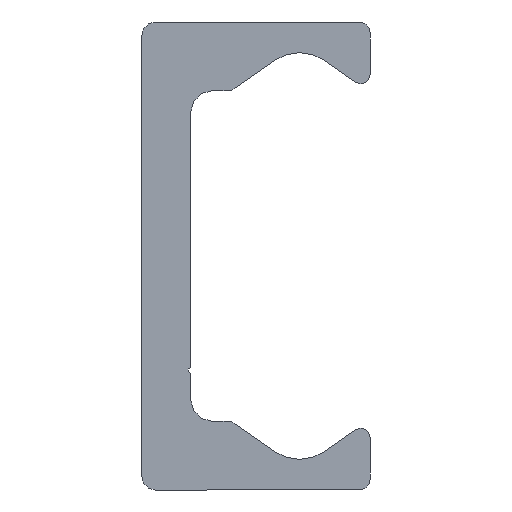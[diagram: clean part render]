
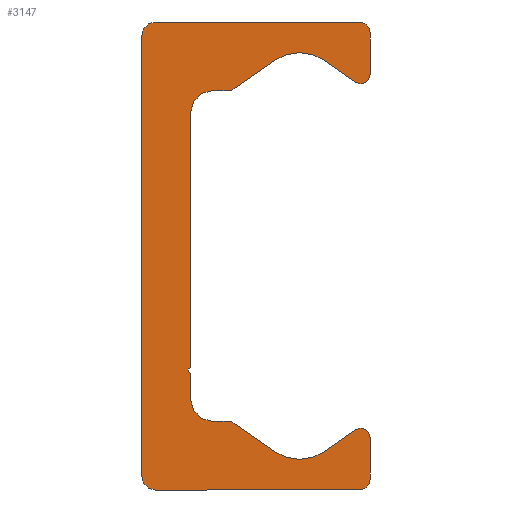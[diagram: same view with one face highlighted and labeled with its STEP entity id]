
A CAD part, left-side view. The second image highlights one B-rep face of the part: STEP entity #3147.
In plain terms, the highlighted planar face has unit normal (-1, 0, 0).
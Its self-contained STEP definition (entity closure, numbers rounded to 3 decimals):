
#2052=CARTESIAN_POINT('',(0.0,9.25,-21.5));
#2053=VERTEX_POINT('',#2052);
#2060=CARTESIAN_POINT('',(0.0,10.5,-20.25));
#2061=VERTEX_POINT('',#2060);
#2062=CARTESIAN_POINT('',(0.0,9.25,-20.25));
#2063=DIRECTION('',(1.0,0.0,0.0));
#2064=DIRECTION('',(0.0,0.0,-1.0));
#2065=AXIS2_PLACEMENT_3D('',#2062,#2063,#2064);
#2066=CIRCLE('',#2065,1.25);
#2067=EDGE_CURVE('',#2053,#2061,#2066,.T.);
#2091=CARTESIAN_POINT('',(0.0,-9.5,-21.5));
#2092=VERTEX_POINT('',#2091);
#2099=CARTESIAN_POINT('',(0.0,-9.5,-21.5));
#2100=DIRECTION('',(0.0,1.0,0.0));
#2101=VECTOR('',#2100,18.75);
#2102=LINE('',#2099,#2101);
#2103=EDGE_CURVE('',#2092,#2053,#2102,.T.);
#2123=CARTESIAN_POINT('',(0.0,-10.5,-20.5));
#2124=VERTEX_POINT('',#2123);
#2131=CARTESIAN_POINT('',(0.0,-9.5,-20.5));
#2132=DIRECTION('',(1.0,0.0,0.0));
#2133=DIRECTION('',(0.0,-1.0,0.0));
#2134=AXIS2_PLACEMENT_3D('',#2131,#2132,#2133);
#2135=CIRCLE('',#2134,1.0);
#2136=EDGE_CURVE('',#2124,#2092,#2135,.T.);
#2155=CARTESIAN_POINT('',(0.0,-10.5,-16.65));
#2156=VERTEX_POINT('',#2155);
#2163=CARTESIAN_POINT('',(0.0,-10.5,-16.65));
#2164=DIRECTION('',(0.0,0.0,-1.0));
#2165=VECTOR('',#2164,3.85);
#2166=LINE('',#2163,#2165);
#2167=EDGE_CURVE('',#2156,#2124,#2166,.T.);
#2187=CARTESIAN_POINT('',(0.0,-9.162,-15.954));
#2188=VERTEX_POINT('',#2187);
#2195=CARTESIAN_POINT('',(0.0,-9.65,-16.65));
#2196=DIRECTION('',(1.0,0.0,0.0));
#2197=DIRECTION('',(0.0,0.574,0.819));
#2198=AXIS2_PLACEMENT_3D('',#2195,#2196,#2197);
#2199=CIRCLE('',#2198,0.85);
#2200=EDGE_CURVE('',#2188,#2156,#2199,.T.);
#2219=CARTESIAN_POINT('',(0.0,-6.294,-17.962));
#2220=VERTEX_POINT('',#2219);
#2227=CARTESIAN_POINT('',(0.0,-6.294,-17.962));
#2228=DIRECTION('',(0.0,-0.819,0.574));
#2229=VECTOR('',#2228,3.501);
#2230=LINE('',#2227,#2229);
#2231=EDGE_CURVE('',#2220,#2188,#2230,.T.);
#2251=CARTESIAN_POINT('',(0.0,-1.706,-17.962));
#2252=VERTEX_POINT('',#2251);
#2259=CARTESIAN_POINT('',(0.0,-4.,-14.685));
#2260=DIRECTION('',(-1.0,0.0,0.0));
#2261=DIRECTION('',(0.0,0.574,0.819));
#2262=AXIS2_PLACEMENT_3D('',#2259,#2260,#2261);
#2263=CIRCLE('',#2262,4.0);
#2264=EDGE_CURVE('',#2252,#2220,#2263,.T.);
#2283=CARTESIAN_POINT('',(0.0,1.981,-15.381));
#2284=VERTEX_POINT('',#2283);
#2291=CARTESIAN_POINT('',(0.0,1.981,-15.381));
#2292=DIRECTION('',(0.0,-0.819,-0.574));
#2293=VECTOR('',#2292,4.5);
#2294=LINE('',#2291,#2293);
#2295=EDGE_CURVE('',#2284,#2252,#2294,.T.);
#2315=CARTESIAN_POINT('',(0.0,2.554,-15.2));
#2316=VERTEX_POINT('',#2315);
#2323=CARTESIAN_POINT('',(0.0,2.554,-16.2));
#2324=DIRECTION('',(1.0,0.0,0.0));
#2325=DIRECTION('',(0.0,0.0,1.0));
#2326=AXIS2_PLACEMENT_3D('',#2323,#2324,#2325);
#2327=CIRCLE('',#2326,1.);
#2328=EDGE_CURVE('',#2316,#2284,#2327,.T.);
#2347=CARTESIAN_POINT('',(0.0,4.0,-15.2));
#2348=VERTEX_POINT('',#2347);
#2355=CARTESIAN_POINT('',(0.0,4.0,-15.2));
#2356=DIRECTION('',(0.0,-1.0,0.0));
#2357=VECTOR('',#2356,1.446);
#2358=LINE('',#2355,#2357);
#2359=EDGE_CURVE('',#2348,#2316,#2358,.T.);
#2379=CARTESIAN_POINT('',(0.0,6.,-13.2));
#2380=VERTEX_POINT('',#2379);
#2387=CARTESIAN_POINT('',(0.0,4.,-13.2));
#2388=DIRECTION('',(-1.0,0.0,0.0));
#2389=DIRECTION('',(0.0,0.0,1.0));
#2390=AXIS2_PLACEMENT_3D('',#2387,#2388,#2389);
#2391=CIRCLE('',#2390,2.0);
#2392=EDGE_CURVE('',#2380,#2348,#2391,.T.);
#2411=CARTESIAN_POINT('',(0.0,6.,-10.75));
#2412=VERTEX_POINT('',#2411);
#2419=CARTESIAN_POINT('',(0.0,6.,-10.75));
#2420=DIRECTION('',(0.0,0.0,-1.0));
#2421=VECTOR('',#2420,2.45);
#2422=LINE('',#2419,#2421);
#2423=EDGE_CURVE('',#2412,#2380,#2422,.T.);
#2443=CARTESIAN_POINT('',(0.0,6.,-10.25));
#2444=VERTEX_POINT('',#2443);
#2451=CARTESIAN_POINT('',(0.0,6.,-10.5));
#2452=DIRECTION('',(-1.0,0.0,0.0));
#2453=DIRECTION('',(0.0,0.0,1.0));
#2454=AXIS2_PLACEMENT_3D('',#2451,#2452,#2453);
#2455=CIRCLE('',#2454,0.25);
#2456=EDGE_CURVE('',#2444,#2412,#2455,.T.);
#2475=CARTESIAN_POINT('',(0.0,6.,13.2));
#2476=VERTEX_POINT('',#2475);
#2483=CARTESIAN_POINT('',(0.0,6.,13.2));
#2484=DIRECTION('',(0.0,0.0,-1.0));
#2485=VECTOR('',#2484,23.45);
#2486=LINE('',#2483,#2485);
#2487=EDGE_CURVE('',#2476,#2444,#2486,.T.);
#2630=CARTESIAN_POINT('',(0.0,4.0,15.2));
#2631=VERTEX_POINT('',#2630);
#2638=CARTESIAN_POINT('',(0.0,4.,13.2));
#2639=DIRECTION('',(-1.0,0.0,0.0));
#2640=DIRECTION('',(0.0,-1.0,0.0));
#2641=AXIS2_PLACEMENT_3D('',#2638,#2639,#2640);
#2642=CIRCLE('',#2641,2.0);
#2643=EDGE_CURVE('',#2631,#2476,#2642,.T.);
#2662=CARTESIAN_POINT('',(0.0,2.554,15.2));
#2663=VERTEX_POINT('',#2662);
#2670=CARTESIAN_POINT('',(0.0,2.554,15.2));
#2671=DIRECTION('',(0.0,1.0,0.0));
#2672=VECTOR('',#2671,1.446);
#2673=LINE('',#2670,#2672);
#2674=EDGE_CURVE('',#2663,#2631,#2673,.T.);
#2694=CARTESIAN_POINT('',(0.0,1.981,15.381));
#2695=VERTEX_POINT('',#2694);
#2702=CARTESIAN_POINT('',(0.0,2.554,16.2));
#2703=DIRECTION('',(1.0,0.0,0.0));
#2704=DIRECTION('',(0.0,-0.574,-0.819));
#2705=AXIS2_PLACEMENT_3D('',#2702,#2703,#2704);
#2706=CIRCLE('',#2705,1.);
#2707=EDGE_CURVE('',#2695,#2663,#2706,.T.);
#2726=CARTESIAN_POINT('',(0.0,-1.706,17.962));
#2727=VERTEX_POINT('',#2726);
#2734=CARTESIAN_POINT('',(0.0,-1.706,17.962));
#2735=DIRECTION('',(0.0,0.819,-0.574));
#2736=VECTOR('',#2735,4.5);
#2737=LINE('',#2734,#2736);
#2738=EDGE_CURVE('',#2727,#2695,#2737,.T.);
#2758=CARTESIAN_POINT('',(0.0,-6.294,17.962));
#2759=VERTEX_POINT('',#2758);
#2766=CARTESIAN_POINT('',(0.0,-4.,14.685));
#2767=DIRECTION('',(-1.0,0.0,0.0));
#2768=DIRECTION('',(0.0,-0.574,-0.819));
#2769=AXIS2_PLACEMENT_3D('',#2766,#2767,#2768);
#2770=CIRCLE('',#2769,4.0);
#2771=EDGE_CURVE('',#2759,#2727,#2770,.T.);
#2790=CARTESIAN_POINT('',(0.0,-9.162,15.954));
#2791=VERTEX_POINT('',#2790);
#2798=CARTESIAN_POINT('',(0.0,-9.162,15.954));
#2799=DIRECTION('',(0.0,0.819,0.574));
#2800=VECTOR('',#2799,3.501);
#2801=LINE('',#2798,#2800);
#2802=EDGE_CURVE('',#2791,#2759,#2801,.T.);
#2822=CARTESIAN_POINT('',(0.0,-10.5,16.65));
#2823=VERTEX_POINT('',#2822);
#2830=CARTESIAN_POINT('',(0.0,-9.65,16.65));
#2831=DIRECTION('',(1.0,0.0,0.0));
#2832=DIRECTION('',(0.0,-1.0,0.0));
#2833=AXIS2_PLACEMENT_3D('',#2830,#2831,#2832);
#2834=CIRCLE('',#2833,0.85);
#2835=EDGE_CURVE('',#2823,#2791,#2834,.T.);
#2854=CARTESIAN_POINT('',(0.0,-10.5,20.5));
#2855=VERTEX_POINT('',#2854);
#2862=CARTESIAN_POINT('',(0.0,-10.5,20.5));
#2863=DIRECTION('',(0.0,0.0,-1.0));
#2864=VECTOR('',#2863,3.85);
#2865=LINE('',#2862,#2864);
#2866=EDGE_CURVE('',#2855,#2823,#2865,.T.);
#2886=CARTESIAN_POINT('',(0.0,-9.5,21.5));
#2887=VERTEX_POINT('',#2886);
#2894=CARTESIAN_POINT('',(0.0,-9.5,20.5));
#2895=DIRECTION('',(1.0,0.0,0.0));
#2896=DIRECTION('',(0.0,0.0,1.0));
#2897=AXIS2_PLACEMENT_3D('',#2894,#2895,#2896);
#2898=CIRCLE('',#2897,1.0);
#2899=EDGE_CURVE('',#2887,#2855,#2898,.T.);
#2918=CARTESIAN_POINT('',(0.0,9.25,21.5));
#2919=VERTEX_POINT('',#2918);
#2926=CARTESIAN_POINT('',(0.0,9.25,21.5));
#2927=DIRECTION('',(0.0,-1.0,0.0));
#2928=VECTOR('',#2927,18.75);
#2929=LINE('',#2926,#2928);
#2930=EDGE_CURVE('',#2919,#2887,#2929,.T.);
#2950=CARTESIAN_POINT('',(0.0,10.5,20.25));
#2951=VERTEX_POINT('',#2950);
#2958=CARTESIAN_POINT('',(0.0,9.25,20.25));
#2959=DIRECTION('',(1.0,0.0,0.0));
#2960=DIRECTION('',(0.0,1.0,0.0));
#2961=AXIS2_PLACEMENT_3D('',#2958,#2959,#2960);
#2962=CIRCLE('',#2961,1.25);
#2963=EDGE_CURVE('',#2951,#2919,#2962,.T.);
#2981=CARTESIAN_POINT('',(0.0,10.5,-20.25));
#2982=DIRECTION('',(0.0,0.0,1.0));
#2983=VECTOR('',#2982,40.5);
#2984=LINE('',#2981,#2983);
#2985=EDGE_CURVE('',#2061,#2951,#2984,.T.);
#3114=CARTESIAN_POINT('',(0.0,2.66,-0.019));
#3115=DIRECTION('',(1.0,0.0,0.0));
#3116=DIRECTION('',(0.0,0.0,-1.0));
#3117=AXIS2_PLACEMENT_3D('',#3114,#3115,#3116);
#3118=PLANE('',#3117);
#3119=ORIENTED_EDGE('',*,*,#2985,.F.);
#3120=ORIENTED_EDGE('',*,*,#2067,.F.);
#3121=ORIENTED_EDGE('',*,*,#2103,.F.);
#3122=ORIENTED_EDGE('',*,*,#2136,.F.);
#3123=ORIENTED_EDGE('',*,*,#2167,.F.);
#3124=ORIENTED_EDGE('',*,*,#2200,.F.);
#3125=ORIENTED_EDGE('',*,*,#2231,.F.);
#3126=ORIENTED_EDGE('',*,*,#2264,.F.);
#3127=ORIENTED_EDGE('',*,*,#2295,.F.);
#3128=ORIENTED_EDGE('',*,*,#2328,.F.);
#3129=ORIENTED_EDGE('',*,*,#2359,.F.);
#3130=ORIENTED_EDGE('',*,*,#2392,.F.);
#3131=ORIENTED_EDGE('',*,*,#2423,.F.);
#3132=ORIENTED_EDGE('',*,*,#2456,.F.);
#3133=ORIENTED_EDGE('',*,*,#2487,.F.);
#3134=ORIENTED_EDGE('',*,*,#2643,.F.);
#3135=ORIENTED_EDGE('',*,*,#2674,.F.);
#3136=ORIENTED_EDGE('',*,*,#2707,.F.);
#3137=ORIENTED_EDGE('',*,*,#2738,.F.);
#3138=ORIENTED_EDGE('',*,*,#2771,.F.);
#3139=ORIENTED_EDGE('',*,*,#2802,.F.);
#3140=ORIENTED_EDGE('',*,*,#2835,.F.);
#3141=ORIENTED_EDGE('',*,*,#2866,.F.);
#3142=ORIENTED_EDGE('',*,*,#2899,.F.);
#3143=ORIENTED_EDGE('',*,*,#2930,.F.);
#3144=ORIENTED_EDGE('',*,*,#2963,.F.);
#3145=EDGE_LOOP('',(#3119,#3120,#3121,#3122,#3123,#3124,#3125,#3126,#3127,#3128,#3129,#3130,#3131,#3132,#3133,#3134,#3135,#3136,#3137,#3138,#3139,#3140,#3141,#3142,#3143,#3144));
#3146=FACE_OUTER_BOUND('',#3145,.T.);
#3147=ADVANCED_FACE('',(#3146),#3118,.F.);
